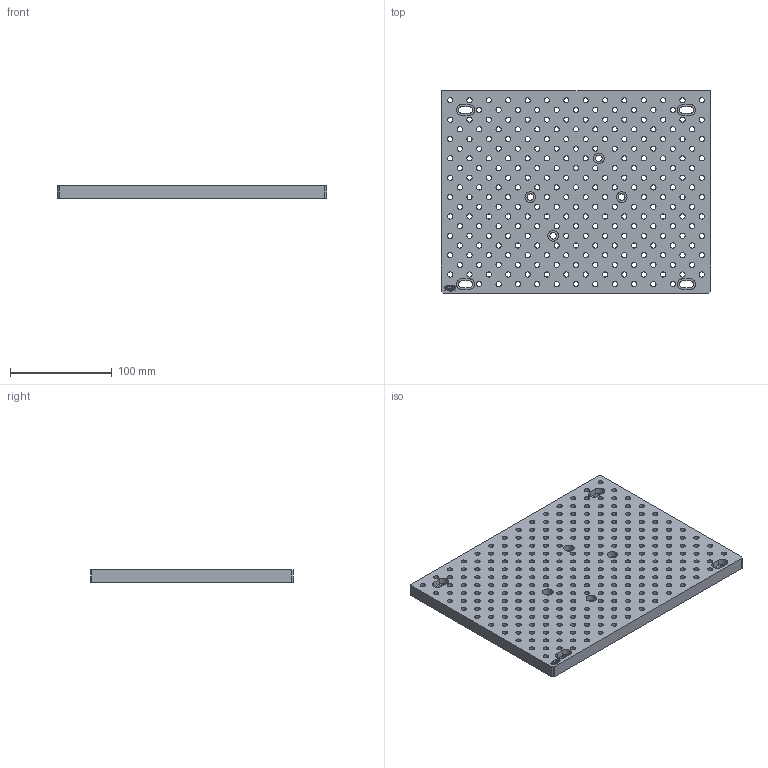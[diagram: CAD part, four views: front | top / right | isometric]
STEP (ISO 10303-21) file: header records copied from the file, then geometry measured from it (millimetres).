
FILE_DESCRIPTION(/* description */ (''),/* implementation_level */ '2;1');
FILE_NAME(/* name */ 'Haas Desktop Plate Inch.step',/* time_stamp */ '2025-05-01T14:14:54-04:00',/* author */ (''),/* organization */ (''),/* preprocessor_version */ 'ST-DEVELOPER v20.1',/* originating_system */ 'Autodesk Translation Framework v14.4.0.0',/* authorisation */ '');
FILE_SCHEMA (('AUTOMOTIVE_DESIGN { 1 0 10303 214 3 1 1 }'));
Length unit declared in the file: inch
Products named in the file (1): Inch Plate
Bounding box: 265.18 x 199.31 x 12.19 mm (x, y, z)
Volume: 569552.5 mm3; surface area: 160104.3 mm2
Topology: 1 solids, 1 shells, 425 faces, 1233 edges, 822 vertices
Faces by surface type: cylinder 295, bspline 81, plane 49
Full cylindrical faces by diameter (mm): 5.118 x262, 6.5 x4, 10.5 x4
Entity records: 17091 total; most frequent: CARTESIAN_POINT 4856, ORIENTED_EDGE 2466, DIRECTION 2283, EDGE_CURVE 1233, EDGE_LOOP 977, AXIS2_PLACEMENT_3D 935, VERTEX_POINT 822, CIRCLE 590
